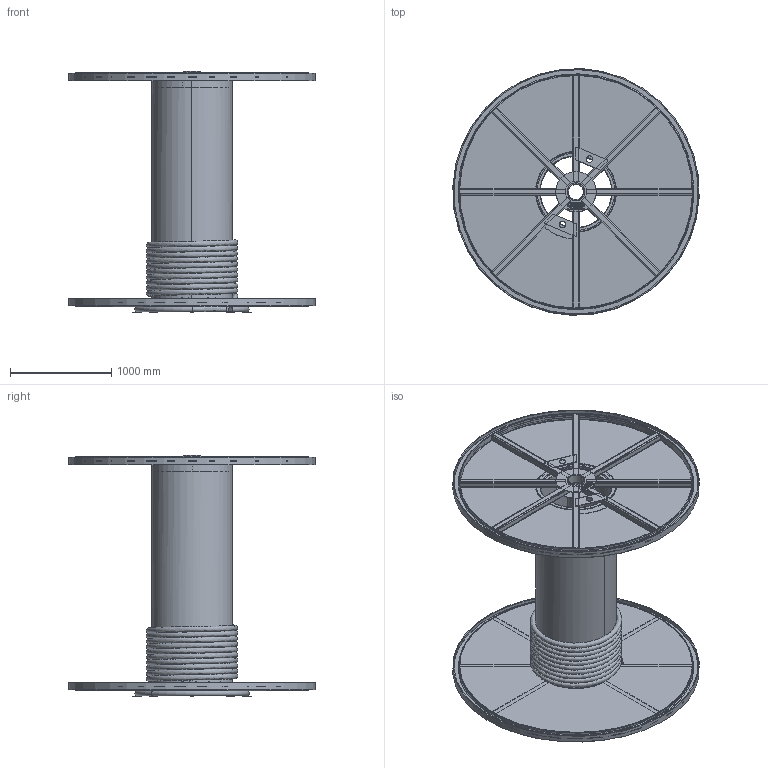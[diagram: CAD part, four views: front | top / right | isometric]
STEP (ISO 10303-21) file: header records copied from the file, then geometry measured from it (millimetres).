
FILE_DESCRIPTION(/* description */ (''),/* implementation_level */ '2;1');
FILE_NAME(/* name */ 'IceCube delivery drum with cable v3.step',/* time_stamp */ '2023-05-09T08:54:03+02:00',/* author */ (''),/* organization */ (''),/* preprocessor_version */ 'ST-DEVELOPER v19.2',/* originating_system */ 'Autodesk Translation Framework v12.4.0.73',/* authorisation */ '');
FILE_SCHEMA (('AUTOMOTIVE_DESIGN { 1 0 10303 214 3 1 1 }'));
Length unit declared in the file: millimetre
Products named in the file (18): IceCube delivery drum with cable; PK-7345-SA-FLG; PK-7345-SA-FLG_1; PK-7345-RIM; PK-7345-CRIM; PK-7345-FCPLT; PK-7345-RCPLT; PK-7345-SPK1; PK-7345-SA-BAR; PK-7345-BARREL1; PK-7345-BARSC; PK-7345-BARSC_1; PK-7345-CTUBE; PK-7345-CBOSS; PK-7345-LABELPLT; PK-7345-DPLT; Component18; Component19
Assembly tree (48 placements, depth 3):
  IceCube delivery drum with cable
    PK-7345-SA-FLG
      PK-7345-RIM
      PK-7345-CRIM
      PK-7345-SPK1  x8
      PK-7345-FCPLT
      PK-7345-RCPLT
    PK-7345-SA-FLG_1
      PK-7345-RIM
      PK-7345-CRIM
      PK-7345-SPK1  x8
      PK-7345-FCPLT
      PK-7345-RCPLT
    PK-7345-SA-BAR
      PK-7345-BARREL1
      PK-7345-BARSC
      PK-7345-BARSC_1
    PK-7345-CBOSS  x2
    PK-7345-CTUBE
    PK-7345-LABELPLT  x2
    PK-7345-DPLT  x4
    Component18
    Component19  x8
Bounding box: 2436.54 x 2436.54 x 2385 mm (x, y, z)
Volume: 217844851 mm3; surface area: 57089040.2 mm2
Topology: 51 solids, 51 shells, 1120 faces, 2722 edges, 1764 vertices
Faces by surface type: plane 610, cylinder 362, torus 94, bspline 42, cone 12
Full cylindrical faces by diameter (mm): 5 x4, 65 x4, 150 x2, 159.3 x1, 168.3 x3, 175 x2, 177.5 x4, 400 x4, 706 x2, 779 x1, 790 x3, 800 x1, 2302 x2, 2318 x7, 2418 x4, 2438 x2
Entity records: 18355 total; most frequent: CARTESIAN_POINT 9130, DIRECTION 1867, ORIENTED_EDGE 1702, EDGE_CURVE 851, AXIS2_PLACEMENT_3D 657, VERTEX_POINT 558, LINE 553, VECTOR 553
